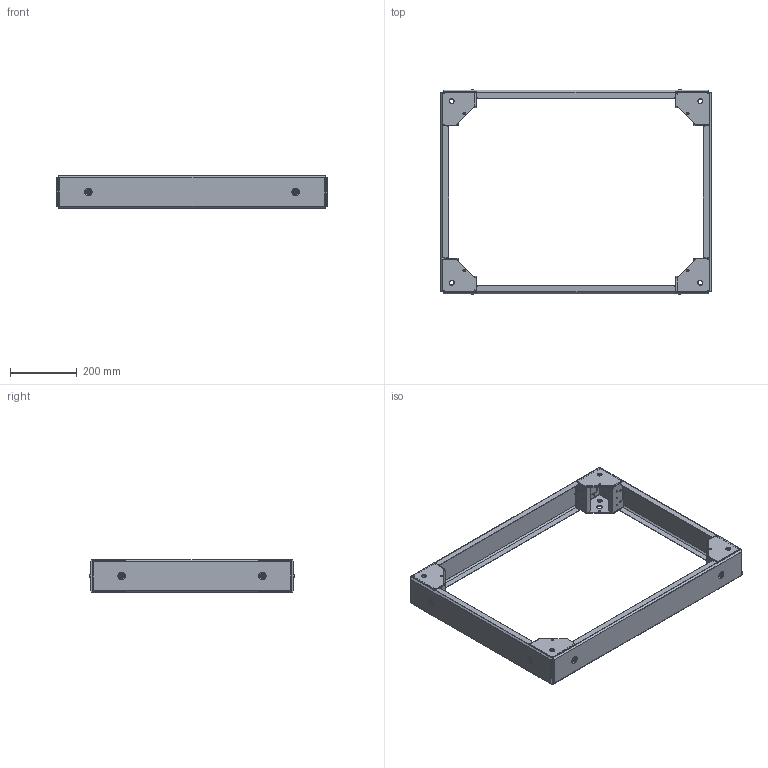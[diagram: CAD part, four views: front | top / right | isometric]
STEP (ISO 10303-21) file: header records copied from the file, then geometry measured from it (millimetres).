
FILE_DESCRIPTION (( 'STEP AP214' ), '1' );
FILE_NAME ('Öîêîëü â ñáîðå.STEP', '2024-06-14T13:13:06', ( '' ), ( '' ), 'SwSTEP 2.0', 'SolidWorks 2022', '' );
FILE_SCHEMA (( 'AUTOMOTIVE_DESIGN' ));
Length unit declared in the file: millimetre
Products named in the file (5): 1; 5; 3; Цоколь в сборе; 2
Assembly tree (16 placements, depth 2):
  Цоколь в сборе
    1  x4
    2  x2
    3  x2
    5  x8
Bounding box: 812.37 x 612.37 x 100 mm (x, y, z)
Volume: 891147.5 mm3; surface area: 1134790.9 mm2
Topology: 16 solids, 16 shells, 1100 faces, 3124 edges, 2072 vertices
Faces by surface type: plane 628, cylinder 392, cone 64, bspline 16
Entity records: 11734 total; most frequent: CARTESIAN_POINT 2367, ORIENTED_EDGE 1912, DIRECTION 1864, EDGE_CURVE 956, LINE 714, VECTOR 714, VERTEX_POINT 636, AXIS2_PLACEMENT_3D 575
